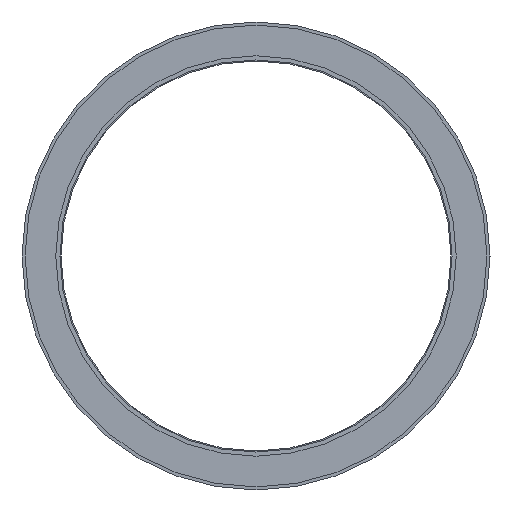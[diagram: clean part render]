
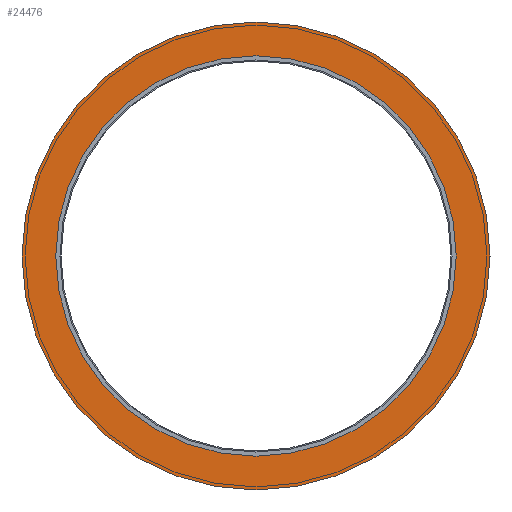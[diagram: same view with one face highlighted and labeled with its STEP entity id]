
A CAD part, left-side view. The second image highlights one B-rep face of the part: STEP entity #24476.
In plain terms, the highlighted planar face has unit normal (-1, 0, 0).
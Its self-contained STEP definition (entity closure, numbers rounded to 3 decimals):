
#2054 = DIRECTION ( 'NONE',  ( 0., 0., -1. ) ) ;
#7007 = PLANE ( 'NONE',  #18377 ) ;
#9147 = DIRECTION ( 'NONE',  ( 1., 0., 0. ) ) ;
#10211 = DIRECTION ( 'NONE',  ( -1., 0., 0. ) ) ;
#10681 = EDGE_CURVE ( 'NONE', #24575, #24575, #21372, .T. ) ;
#13010 = AXIS2_PLACEMENT_3D ( 'NONE', #22683, #10211, #24796 ) ;
#13142 = ORIENTED_EDGE ( 'NONE', *, *, #16291, .F. ) ;
#14545 = DIRECTION ( 'NONE',  ( -1., 0., 0. ) ) ;
#16291 = EDGE_CURVE ( 'NONE', #22251, #22251, #16820, .T. ) ;
#16820 = CIRCLE ( 'NONE', #21738, 38.5 ) ;
#17093 = CARTESIAN_POINT ( 'NONE',  ( 2.2, 0., -38.5 ) ) ;
#17436 = CARTESIAN_POINT ( 'NONE',  ( 2.2, 45., 0. ) ) ;
#18377 = AXIS2_PLACEMENT_3D ( 'NONE', #17436, #9147, #23696 ) ;
#19057 = FACE_OUTER_BOUND ( 'NONE', #25779, .T. ) ;
#19410 = CARTESIAN_POINT ( 'NONE',  ( 2.2, 0., 45. ) ) ;
#19694 = FACE_BOUND ( 'NONE', #25232, .T. ) ;
#21372 = CIRCLE ( 'NONE', #13010, 45. ) ;
#21738 = AXIS2_PLACEMENT_3D ( 'NONE', #27013, #14545, #2054 ) ;
#22251 = VERTEX_POINT ( 'NONE', #17093 ) ;
#22683 = CARTESIAN_POINT ( 'NONE',  ( 2.2, 0., 0. ) ) ;
#23696 = DIRECTION ( 'NONE',  ( 0., 0., -1. ) ) ;
#24476 = ADVANCED_FACE ( 'NONE', ( #19694, #19057 ), #7007, .F. ) ;
#24575 = VERTEX_POINT ( 'NONE', #19410 ) ;
#24796 = DIRECTION ( 'NONE',  ( 0., 0., 1. ) ) ;
#25232 = EDGE_LOOP ( 'NONE', ( #13142 ) ) ;
#25779 = EDGE_LOOP ( 'NONE', ( #26285 ) ) ;
#26285 = ORIENTED_EDGE ( 'NONE', *, *, #10681, .T. ) ;
#27013 = CARTESIAN_POINT ( 'NONE',  ( 2.2, 0., 0. ) ) ;
